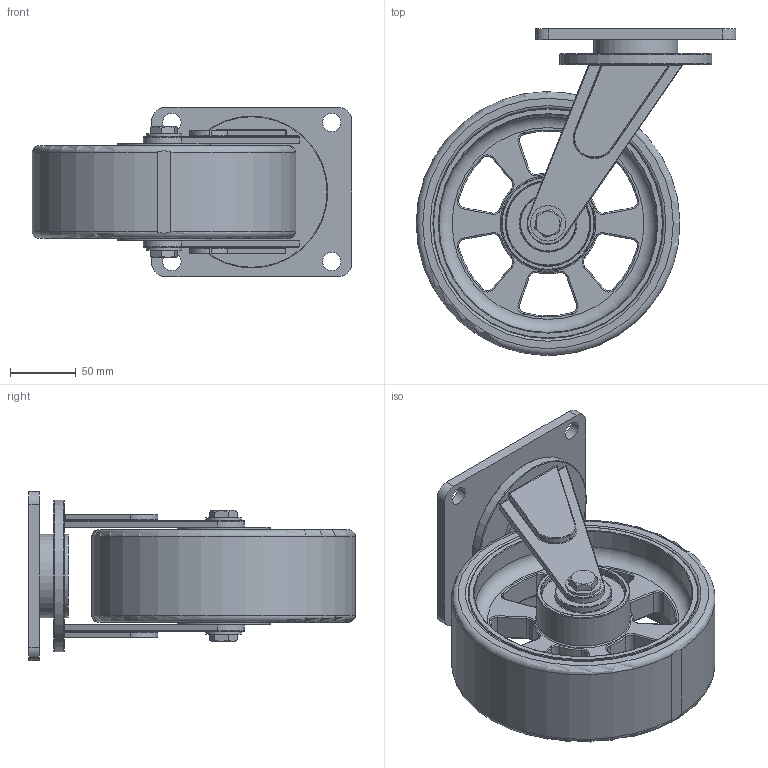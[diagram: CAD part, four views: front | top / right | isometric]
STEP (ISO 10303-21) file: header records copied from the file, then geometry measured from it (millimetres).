
FILE_DESCRIPTION(/* description */ (''),/* implementation_level */ '2;1');
FILE_NAME(/* name */ 'caster wheels v1.step',/* time_stamp */ '2021-01-11T00:27:08+06:00',/* author */ (''),/* organization */ (''),/* preprocessor_version */ 'ST-DEVELOPER v18.1',/* originating_system */ 'Autodesk Translation Framework v9.7.1.1290',/* authorisation */ '');
FILE_SCHEMA (('AUTOMOTIVE_DESIGN { 1 0 10303 214 3 1 1 }'));
Length unit declared in the file: millimetre
Products named in the file (1): caster wheels
Bounding box: 242.45 x 247.46 x 128.2 mm (x, y, z)
Volume: 1566831.6 mm3; surface area: 235668.7 mm2
Topology: 1 solids, 1 shells, 298 faces, 711 edges, 423 vertices
Faces by surface type: cylinder 114, torus 105, plane 69, bspline 4, sphere 4, cone 2
Full cylindrical faces by diameter (mm): 14 x4, 26.789 x2, 42.657 x2, 63.468 x2, 64.184 x2, 67.259 x1, 70.658 x2, 115.19 x1, 165.503 x2, 174.703 x2
Entity records: 8973 total; most frequent: CARTESIAN_POINT 1716, DIRECTION 1689, ORIENTED_EDGE 1414, AXIS2_PLACEMENT_3D 717, EDGE_CURVE 707, VERTEX_POINT 423, CIRCLE 408, EDGE_LOOP 336
